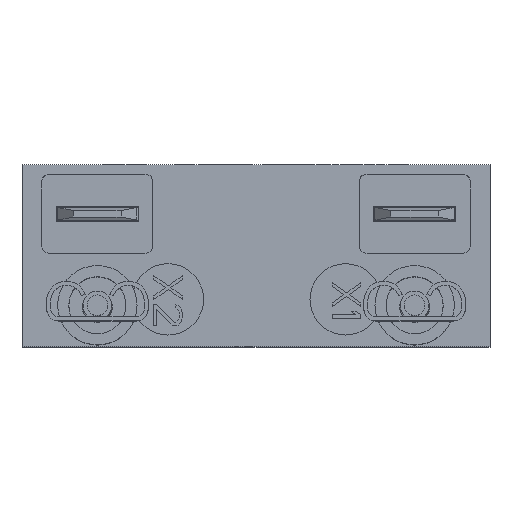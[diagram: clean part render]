
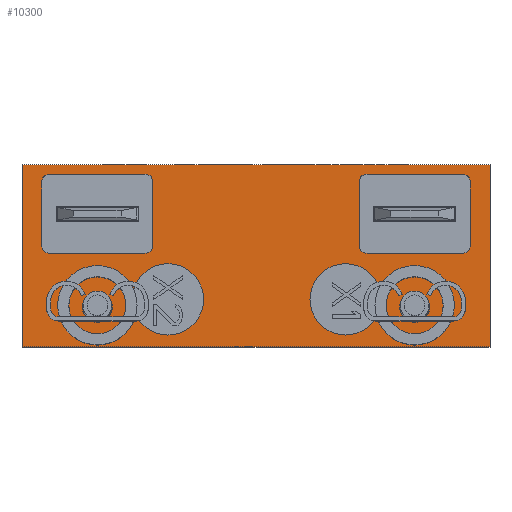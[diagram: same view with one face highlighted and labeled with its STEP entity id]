
A CAD part, top view. The second image highlights one B-rep face of the part: STEP entity #10300.
In plain terms, the highlighted planar face has unit normal (0, 0, 1).
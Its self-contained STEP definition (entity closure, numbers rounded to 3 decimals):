
#1159=DIRECTION('',(0.,-1.,0.));
#1160=VECTOR('',#1159,11.5);
#1161=CARTESIAN_POINT('',(-14.75,11.5,18.8));
#1162=LINE('',#1161,#1160);
#1163=DIRECTION('',(-1.,0.,0.));
#1164=VECTOR('',#1163,29.5);
#1165=CARTESIAN_POINT('',(14.75,11.5,18.8));
#1166=LINE('',#1165,#1164);
#1167=DIRECTION('',(0.,1.,0.));
#1168=VECTOR('',#1167,11.5);
#1169=CARTESIAN_POINT('',(14.75,0.,18.8));
#1170=LINE('',#1169,#1168);
#1171=DIRECTION('',(1.,0.,0.));
#1172=VECTOR('',#1171,29.5);
#1173=CARTESIAN_POINT('',(-14.75,0.,18.8));
#1174=LINE('',#1173,#1172);
#1175=CARTESIAN_POINT('',(-10.,2.5,18.8));
#1176=DIRECTION('',(0.,0.,1.));
#1177=DIRECTION('',(1.,0.,0.));
#1178=AXIS2_PLACEMENT_3D('',#1175,#1176,#1177);
#1180=CARTESIAN_POINT('',(-10.,2.5,18.8));
#1181=DIRECTION('',(0.,0.,1.));
#1182=DIRECTION('',(-1.,0.,0.));
#1183=AXIS2_PLACEMENT_3D('',#1180,#1181,#1182);
#1185=CARTESIAN_POINT('',(10.,2.5,18.8));
#1186=DIRECTION('',(0.,0.,1.));
#1187=DIRECTION('',(1.,0.,0.));
#1188=AXIS2_PLACEMENT_3D('',#1185,#1186,#1187);
#1190=CARTESIAN_POINT('',(10.,2.5,18.8));
#1191=DIRECTION('',(0.,0.,1.));
#1192=DIRECTION('',(-1.,0.,0.));
#1193=AXIS2_PLACEMENT_3D('',#1190,#1191,#1192);
#1195=CARTESIAN_POINT('',(-5.55,3.,18.8));
#1196=DIRECTION('',(0.,0.,1.));
#1197=DIRECTION('',(1.,0.,0.));
#1198=AXIS2_PLACEMENT_3D('',#1195,#1196,#1197);
#1200=CARTESIAN_POINT('',(-5.55,3.,18.8));
#1201=DIRECTION('',(0.,0.,1.));
#1202=DIRECTION('',(-1.,0.,0.));
#1203=AXIS2_PLACEMENT_3D('',#1200,#1201,#1202);
#1205=CARTESIAN_POINT('',(5.65,3.,18.8));
#1206=DIRECTION('',(0.,0.,1.));
#1207=DIRECTION('',(1.,0.,0.));
#1208=AXIS2_PLACEMENT_3D('',#1205,#1206,#1207);
#1210=CARTESIAN_POINT('',(5.65,3.,18.8));
#1211=DIRECTION('',(0.,0.,1.));
#1212=DIRECTION('',(-1.,0.,0.));
#1213=AXIS2_PLACEMENT_3D('',#1210,#1211,#1212);
#1215=CARTESIAN_POINT('',(-13.,10.4,18.8));
#1216=DIRECTION('',(0.,0.,1.));
#1217=DIRECTION('',(0.,1.,0.));
#1218=AXIS2_PLACEMENT_3D('',#1215,#1216,#1217);
#1220=DIRECTION('',(0.,-1.,0.));
#1221=VECTOR('',#1220,4.);
#1222=CARTESIAN_POINT('',(-13.5,10.4,18.8));
#1223=LINE('',#1222,#1221);
#1224=CARTESIAN_POINT('',(-13.,6.4,18.8));
#1225=DIRECTION('',(0.,0.,1.));
#1226=DIRECTION('',(-1.,0.,0.));
#1227=AXIS2_PLACEMENT_3D('',#1224,#1225,#1226);
#1229=DIRECTION('',(1.,0.,0.));
#1230=VECTOR('',#1229,6.);
#1231=CARTESIAN_POINT('',(-13.,5.9,18.8));
#1232=LINE('',#1231,#1230);
#1233=CARTESIAN_POINT('',(-7.,6.4,18.8));
#1234=DIRECTION('',(0.,0.,1.));
#1235=DIRECTION('',(0.,-1.,0.));
#1236=AXIS2_PLACEMENT_3D('',#1233,#1234,#1235);
#1238=DIRECTION('',(0.,1.,0.));
#1239=VECTOR('',#1238,4.);
#1240=CARTESIAN_POINT('',(-6.5,6.4,18.8));
#1241=LINE('',#1240,#1239);
#1242=CARTESIAN_POINT('',(-7.,10.4,18.8));
#1243=DIRECTION('',(0.,0.,1.));
#1244=DIRECTION('',(1.,0.,0.));
#1245=AXIS2_PLACEMENT_3D('',#1242,#1243,#1244);
#1247=DIRECTION('',(-1.,0.,0.));
#1248=VECTOR('',#1247,6.);
#1249=CARTESIAN_POINT('',(-7.,10.9,18.8));
#1250=LINE('',#1249,#1248);
#1251=DIRECTION('',(-1.,0.,0.));
#1252=VECTOR('',#1251,6.);
#1253=CARTESIAN_POINT('',(13.,10.9,18.8));
#1254=LINE('',#1253,#1252);
#1255=CARTESIAN_POINT('',(7.,10.4,18.8));
#1256=DIRECTION('',(0.,0.,1.));
#1257=DIRECTION('',(0.,1.,0.));
#1258=AXIS2_PLACEMENT_3D('',#1255,#1256,#1257);
#1260=DIRECTION('',(0.,-1.,0.));
#1261=VECTOR('',#1260,4.);
#1262=CARTESIAN_POINT('',(6.5,10.4,18.8));
#1263=LINE('',#1262,#1261);
#1264=CARTESIAN_POINT('',(7.,6.4,18.8));
#1265=DIRECTION('',(0.,0.,1.));
#1266=DIRECTION('',(-1.,0.,0.));
#1267=AXIS2_PLACEMENT_3D('',#1264,#1265,#1266);
#1269=DIRECTION('',(1.,0.,0.));
#1270=VECTOR('',#1269,6.);
#1271=CARTESIAN_POINT('',(7.,5.9,18.8));
#1272=LINE('',#1271,#1270);
#1273=CARTESIAN_POINT('',(13.,6.4,18.8));
#1274=DIRECTION('',(0.,0.,1.));
#1275=DIRECTION('',(0.,-1.,0.));
#1276=AXIS2_PLACEMENT_3D('',#1273,#1274,#1275);
#1278=DIRECTION('',(0.,1.,0.));
#1279=VECTOR('',#1278,4.);
#1280=CARTESIAN_POINT('',(13.5,6.4,18.8));
#1281=LINE('',#1280,#1279);
#1282=CARTESIAN_POINT('',(13.,10.4,18.8));
#1283=DIRECTION('',(0.,0.,1.));
#1284=DIRECTION('',(1.,0.,0.));
#1285=AXIS2_PLACEMENT_3D('',#1282,#1283,#1284);
#7090=CARTESIAN_POINT('',(-14.75,11.5,18.8));
#7091=CARTESIAN_POINT('',(-14.75,0.,18.8));
#7092=VERTEX_POINT('',#7090);
#7093=VERTEX_POINT('',#7091);
#7094=CARTESIAN_POINT('',(14.75,0.,18.8));
#7095=VERTEX_POINT('',#7094);
#7096=CARTESIAN_POINT('',(14.75,11.5,18.8));
#7097=VERTEX_POINT('',#7096);
#7098=CARTESIAN_POINT('',(-9.05,2.5,18.8));
#7099=CARTESIAN_POINT('',(-10.95,2.5,18.8));
#7100=VERTEX_POINT('',#7098);
#7101=VERTEX_POINT('',#7099);
#7102=CARTESIAN_POINT('',(10.95,2.5,18.8));
#7103=CARTESIAN_POINT('',(9.05,2.5,18.8));
#7104=VERTEX_POINT('',#7102);
#7105=VERTEX_POINT('',#7103);
#7114=CARTESIAN_POINT('',(-3.3,3.,18.8));
#7115=CARTESIAN_POINT('',(-7.8,3.,18.8));
#7116=VERTEX_POINT('',#7114);
#7117=VERTEX_POINT('',#7115);
#7118=CARTESIAN_POINT('',(7.9,3.,18.8));
#7119=CARTESIAN_POINT('',(3.4,3.,18.8));
#7120=VERTEX_POINT('',#7118);
#7121=VERTEX_POINT('',#7119);
#7390=CARTESIAN_POINT('',(-13.,10.9,18.8));
#7391=CARTESIAN_POINT('',(-13.5,10.4,18.8));
#7392=VERTEX_POINT('',#7390);
#7393=VERTEX_POINT('',#7391);
#7394=CARTESIAN_POINT('',(-13.5,6.4,18.8));
#7395=VERTEX_POINT('',#7394);
#7396=CARTESIAN_POINT('',(-13.,5.9,18.8));
#7397=VERTEX_POINT('',#7396);
#7398=CARTESIAN_POINT('',(-7.,5.9,18.8));
#7399=VERTEX_POINT('',#7398);
#7400=CARTESIAN_POINT('',(-6.5,6.4,18.8));
#7401=VERTEX_POINT('',#7400);
#7402=CARTESIAN_POINT('',(-6.5,10.4,18.8));
#7403=VERTEX_POINT('',#7402);
#7404=CARTESIAN_POINT('',(-7.,10.9,18.8));
#7405=VERTEX_POINT('',#7404);
#7406=CARTESIAN_POINT('',(13.,10.9,18.8));
#7407=CARTESIAN_POINT('',(7.,10.9,18.8));
#7408=VERTEX_POINT('',#7406);
#7409=VERTEX_POINT('',#7407);
#7410=CARTESIAN_POINT('',(6.5,10.4,18.8));
#7411=VERTEX_POINT('',#7410);
#7412=CARTESIAN_POINT('',(6.5,6.4,18.8));
#7413=VERTEX_POINT('',#7412);
#7414=CARTESIAN_POINT('',(7.,5.9,18.8));
#7415=VERTEX_POINT('',#7414);
#7416=CARTESIAN_POINT('',(13.,5.9,18.8));
#7417=VERTEX_POINT('',#7416);
#7418=CARTESIAN_POINT('',(13.5,6.4,18.8));
#7419=VERTEX_POINT('',#7418);
#7420=CARTESIAN_POINT('',(13.5,10.4,18.8));
#7421=VERTEX_POINT('',#7420);
#10230=CARTESIAN_POINT('',(0.,0.,18.8));
#10231=DIRECTION('',(0.,0.,1.));
#10232=DIRECTION('',(1.,0.,0.));
#10233=AXIS2_PLACEMENT_3D('',#10230,#10231,#10232);
#10234=PLANE('',#10233);
#10235=ORIENTED_EDGE('',*,*,#9787,.F.);
#10236=ORIENTED_EDGE('',*,*,#9353,.F.);
#10238=ORIENTED_EDGE('',*,*,#10237,.F.);
#10239=ORIENTED_EDGE('',*,*,#9806,.F.);
#10240=EDGE_LOOP('',(#10235,#10236,#10238,#10239));
#10241=FACE_OUTER_BOUND('',#10240,.F.);
#10242=ORIENTED_EDGE('',*,*,#10210,.T.);
#10243=ORIENTED_EDGE('',*,*,#10224,.T.);
#10244=EDGE_LOOP('',(#10242,#10243));
#10245=FACE_BOUND('',#10244,.F.);
#10247=ORIENTED_EDGE('',*,*,#10246,.T.);
#10249=ORIENTED_EDGE('',*,*,#10248,.T.);
#10250=EDGE_LOOP('',(#10247,#10249));
#10251=FACE_BOUND('',#10250,.F.);
#10253=ORIENTED_EDGE('',*,*,#10252,.T.);
#10255=ORIENTED_EDGE('',*,*,#10254,.T.);
#10256=EDGE_LOOP('',(#10253,#10255));
#10257=FACE_BOUND('',#10256,.F.);
#10259=ORIENTED_EDGE('',*,*,#10258,.T.);
#10261=ORIENTED_EDGE('',*,*,#10260,.T.);
#10262=EDGE_LOOP('',(#10259,#10261));
#10263=FACE_BOUND('',#10262,.F.);
#10265=ORIENTED_EDGE('',*,*,#10264,.T.);
#10267=ORIENTED_EDGE('',*,*,#10266,.T.);
#10269=ORIENTED_EDGE('',*,*,#10268,.T.);
#10271=ORIENTED_EDGE('',*,*,#10270,.T.);
#10273=ORIENTED_EDGE('',*,*,#10272,.T.);
#10275=ORIENTED_EDGE('',*,*,#10274,.T.);
#10277=ORIENTED_EDGE('',*,*,#10276,.T.);
#10279=ORIENTED_EDGE('',*,*,#10278,.T.);
#10280=EDGE_LOOP('',(#10265,#10267,#10269,#10271,#10273,#10275,#10277,#10279));
#10281=FACE_BOUND('',#10280,.F.);
#10283=ORIENTED_EDGE('',*,*,#10282,.T.);
#10285=ORIENTED_EDGE('',*,*,#10284,.T.);
#10287=ORIENTED_EDGE('',*,*,#10286,.T.);
#10289=ORIENTED_EDGE('',*,*,#10288,.T.);
#10291=ORIENTED_EDGE('',*,*,#10290,.T.);
#10293=ORIENTED_EDGE('',*,*,#10292,.T.);
#10295=ORIENTED_EDGE('',*,*,#10294,.T.);
#10297=ORIENTED_EDGE('',*,*,#10296,.T.);
#10298=EDGE_LOOP('',(#10283,#10285,#10287,#10289,#10291,#10293,#10295,#10297));
#10299=FACE_BOUND('',#10298,.F.);
#10300=ADVANCED_FACE('',(#10241,#10245,#10251,#10257,#10263,#10281,#10299),
#10234,.T.);
#1179=CIRCLE('',#1178,0.95);
#1184=CIRCLE('',#1183,0.95);
#1189=CIRCLE('',#1188,0.95);
#1194=CIRCLE('',#1193,0.95);
#1199=CIRCLE('',#1198,2.25);
#1204=CIRCLE('',#1203,2.25);
#1209=CIRCLE('',#1208,2.25);
#1214=CIRCLE('',#1213,2.25);
#1219=CIRCLE('',#1218,0.5);
#1228=CIRCLE('',#1227,0.5);
#1237=CIRCLE('',#1236,0.5);
#1246=CIRCLE('',#1245,0.5);
#1259=CIRCLE('',#1258,0.5);
#1268=CIRCLE('',#1267,0.5);
#1277=CIRCLE('',#1276,0.5);
#1286=CIRCLE('',#1285,0.5);
#9353=EDGE_CURVE('',#7097,#7092,#1166,.T.);
#9787=EDGE_CURVE('',#7092,#7093,#1162,.T.);
#9806=EDGE_CURVE('',#7093,#7095,#1174,.T.);
#10210=EDGE_CURVE('',#7100,#7101,#1179,.T.);
#10224=EDGE_CURVE('',#7101,#7100,#1184,.T.);
#10237=EDGE_CURVE('',#7095,#7097,#1170,.T.);
#10246=EDGE_CURVE('',#7104,#7105,#1189,.T.);
#10248=EDGE_CURVE('',#7105,#7104,#1194,.T.);
#10252=EDGE_CURVE('',#7116,#7117,#1199,.T.);
#10254=EDGE_CURVE('',#7117,#7116,#1204,.T.);
#10258=EDGE_CURVE('',#7120,#7121,#1209,.T.);
#10260=EDGE_CURVE('',#7121,#7120,#1214,.T.);
#10264=EDGE_CURVE('',#7392,#7393,#1219,.T.);
#10266=EDGE_CURVE('',#7393,#7395,#1223,.T.);
#10268=EDGE_CURVE('',#7395,#7397,#1228,.T.);
#10270=EDGE_CURVE('',#7397,#7399,#1232,.T.);
#10272=EDGE_CURVE('',#7399,#7401,#1237,.T.);
#10274=EDGE_CURVE('',#7401,#7403,#1241,.T.);
#10276=EDGE_CURVE('',#7403,#7405,#1246,.T.);
#10278=EDGE_CURVE('',#7405,#7392,#1250,.T.);
#10282=EDGE_CURVE('',#7408,#7409,#1254,.T.);
#10284=EDGE_CURVE('',#7409,#7411,#1259,.T.);
#10286=EDGE_CURVE('',#7411,#7413,#1263,.T.);
#10288=EDGE_CURVE('',#7413,#7415,#1268,.T.);
#10290=EDGE_CURVE('',#7415,#7417,#1272,.T.);
#10292=EDGE_CURVE('',#7417,#7419,#1277,.T.);
#10294=EDGE_CURVE('',#7419,#7421,#1281,.T.);
#10296=EDGE_CURVE('',#7421,#7408,#1286,.T.);
